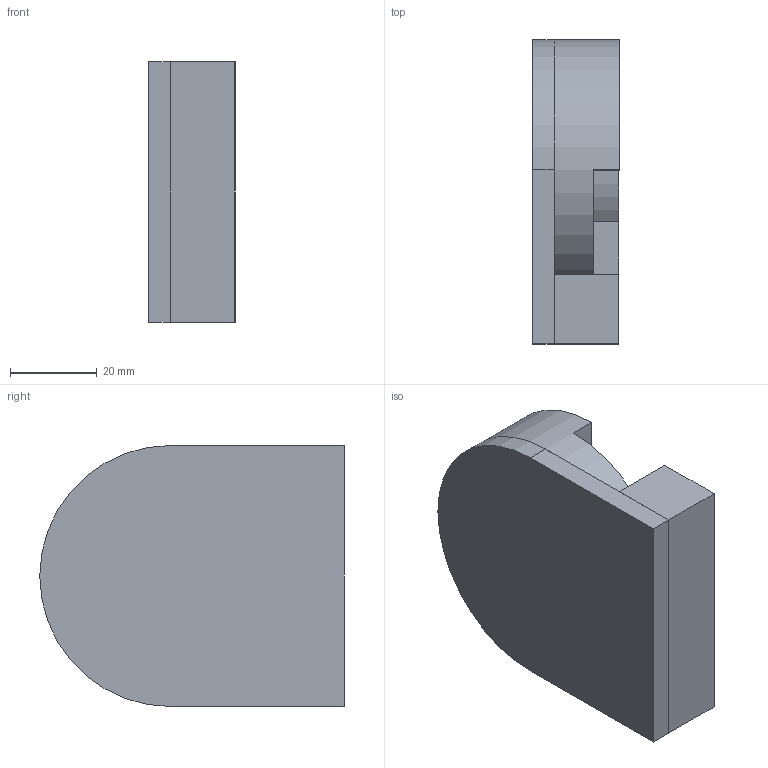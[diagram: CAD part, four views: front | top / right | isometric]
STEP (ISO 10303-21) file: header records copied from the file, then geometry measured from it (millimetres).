
FILE_DESCRIPTION(/* description */ (''),/* implementation_level */ '2;1');
FILE_NAME(/* name */ 'robotArm_V1_simplified_POC.step',/* time_stamp */ '2025-10-03T21:21:06-05:00',/* author */ (''),/* organization */ (''),/* preprocessor_version */ 'ST-DEVELOPER v20.1',/* originating_system */ 'Autodesk Translation Framework v14.17.0.0',/* authorisation */ '');
FILE_SCHEMA (('AUTOMOTIVE_DESIGN { 1 0 10303 214 3 1 1 }'));
Length unit declared in the file: millimetre
Products named in the file (5): 2025-09-02-20-16-14-317; 2025-09-02-20-45-09-827; 2025-09-03-14-42-04-041; 2025-09-03-14-56-24-560; 2025-09-03-15-05-56-834
Assembly tree (4 placements, depth 2):
  2025-09-02-20-16-14-317
    2025-09-02-20-45-09-827
    2025-09-03-14-42-04-041
    2025-09-03-14-56-24-560
    2025-09-03-15-05-56-834
Bounding box: 20 x 70 x 60 mm (x, y, z)
Volume: 66846.8 mm3; surface area: 24106.5 mm2
Topology: 4 solids, 4 shells, 48 faces, 105 edges, 70 vertices
Faces by surface type: plane 29, cylinder 16, torus 2, sphere 1
Full cylindrical faces by diameter (mm): 4 x3, 4.4 x3, 17.8 x1, 23.8 x1, 24 x1, 60 x1
Entity records: 1475 total; most frequent: DIRECTION 264, CARTESIAN_POINT 230, ORIENTED_EDGE 206, AXIS2_PLACEMENT_3D 104, EDGE_CURVE 103, VERTEX_POINT 70, LINE 56, VECTOR 56
